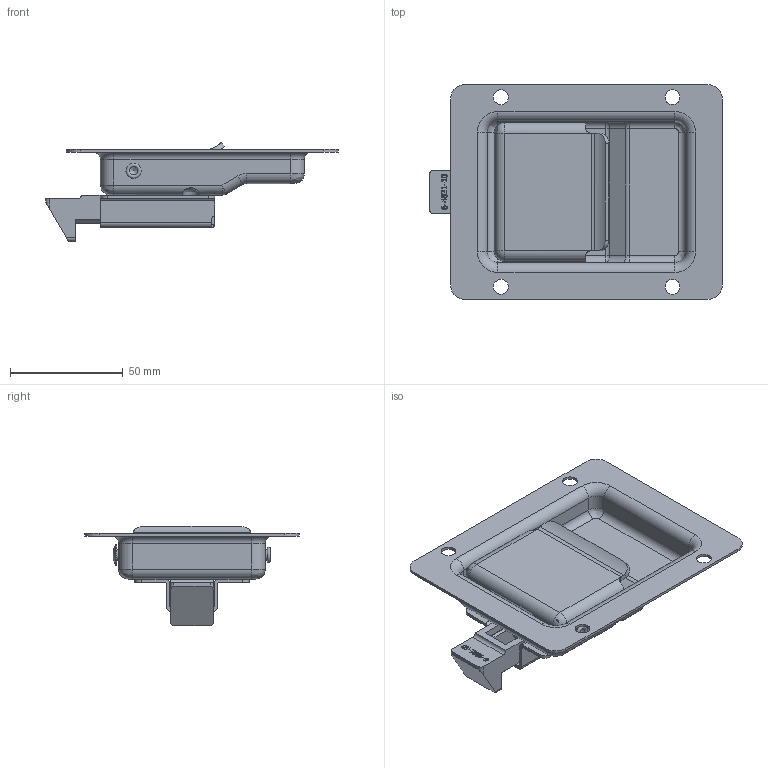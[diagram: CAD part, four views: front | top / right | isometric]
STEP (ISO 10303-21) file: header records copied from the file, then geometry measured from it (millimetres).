
FILE_DESCRIPTION(/* description */ (''),/* implementation_level */ '2;1');
FILE_NAME(/* name */ '49-4820.stp',/* time_stamp */ '2022-07-06T13:06:04-04:00',/* author */ ('nespenschied'),/* organization */ ('Eberhard Manufacturing Company'),/* preprocessor_version */ 'ST-DEVELOPER v18.1',/* originating_system */ 'Autodesk Inventor 2022',/* authorisation */ '');
FILE_SCHEMA (('AUTOMOTIVE_DESIGN { 1 0 10303 214 3 1 1 }'));
Length unit declared in the file: inch
Products named in the file (1): 49-4820
Bounding box: 129.87 x 95.25 x 43.94 mm (x, y, z)
Volume: 45888.7 mm3; surface area: 53999.2 mm2
Topology: 2 solids, 2 shells, 751 faces, 2001 edges, 1290 vertices
Faces by surface type: plane 370, bspline 186, cylinder 158, torus 21, cone 10, sphere 6
Full cylindrical faces by diameter (mm): 0.008 x1, 3.683 x1, 4.699 x1, 4.953 x2, 5.207 x2, 5.22 x1, 6.604 x4, 9.525 x1
Entity records: 28637 total; most frequent: CARTESIAN_POINT 10150, ORIENTED_EDGE 3982, DIRECTION 3112, EDGE_CURVE 1991, VERTEX_POINT 1290, LINE 1208, VECTOR 1208, AXIS2_PLACEMENT_3D 952
